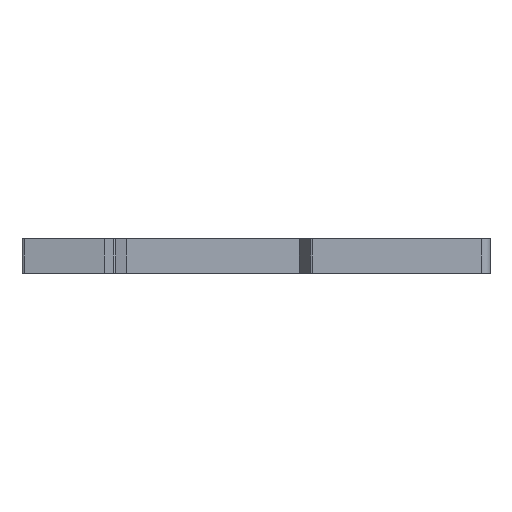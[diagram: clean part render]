
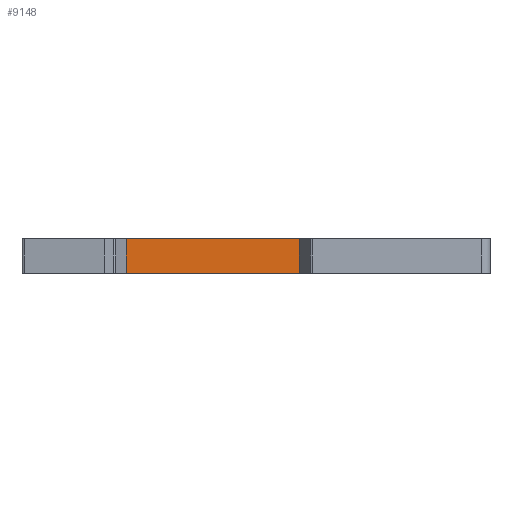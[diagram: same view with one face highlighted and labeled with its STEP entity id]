
A CAD part, front view. The second image highlights one B-rep face of the part: STEP entity #9148.
In plain terms, the highlighted planar face has unit normal (0, -1, 0).
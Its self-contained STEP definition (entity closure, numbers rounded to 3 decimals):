
#587=DIRECTION('',(1.,0.,0.));
#588=VECTOR('',#587,33.);
#589=CARTESIAN_POINT('',(-30.5,0.,-6.2));
#590=LINE('',#589,#588);
#2149=DIRECTION('',(-1.,0.,0.));
#2150=VECTOR('',#2149,33.);
#2151=CARTESIAN_POINT('',(2.5,0.,0.));
#2152=LINE('',#2151,#2150);
#3590=DIRECTION('',(0.,0.,-1.));
#3591=VECTOR('',#3590,6.2);
#3592=CARTESIAN_POINT('',(2.5,0.,0.));
#3593=LINE('',#3592,#3591);
#3597=DIRECTION('',(0.,0.,-1.));
#3598=VECTOR('',#3597,6.2);
#3599=CARTESIAN_POINT('',(-30.5,0.,0.));
#3600=LINE('',#3599,#3598);
#6231=CARTESIAN_POINT('',(-30.5,0.,-6.2));
#6232=VERTEX_POINT('',#6231);
#6233=CARTESIAN_POINT('',(2.5,0.,-6.2));
#6234=VERTEX_POINT('',#6233);
#6679=CARTESIAN_POINT('',(2.5,0.,0.));
#6680=VERTEX_POINT('',#6679);
#6681=CARTESIAN_POINT('',(-30.5,0.,0.));
#6682=VERTEX_POINT('',#6681);
#9136=CARTESIAN_POINT('',(2.5,0.,0.));
#9137=DIRECTION('',(0.,1.,0.));
#9138=DIRECTION('',(1.,0.,0.));
#9139=AXIS2_PLACEMENT_3D('',#9136,#9137,#9138);
#9140=PLANE('',#9139);
#9141=ORIENTED_EDGE('',*,*,#7963,.F.);
#9142=ORIENTED_EDGE('',*,*,#9121,.T.);
#9143=ORIENTED_EDGE('',*,*,#7461,.F.);
#9145=ORIENTED_EDGE('',*,*,#9144,.F.);
#9146=EDGE_LOOP('',(#9141,#9142,#9143,#9145));
#9147=FACE_OUTER_BOUND('',#9146,.F.);
#7461=EDGE_CURVE('',#6232,#6234,#590,.T.);
#7963=EDGE_CURVE('',#6680,#6682,#2152,.T.);
#9121=EDGE_CURVE('',#6680,#6234,#3593,.T.);
#9144=EDGE_CURVE('',#6682,#6232,#3600,.T.);
#9148=ADVANCED_FACE('',(#9147),#9140,.F.);
